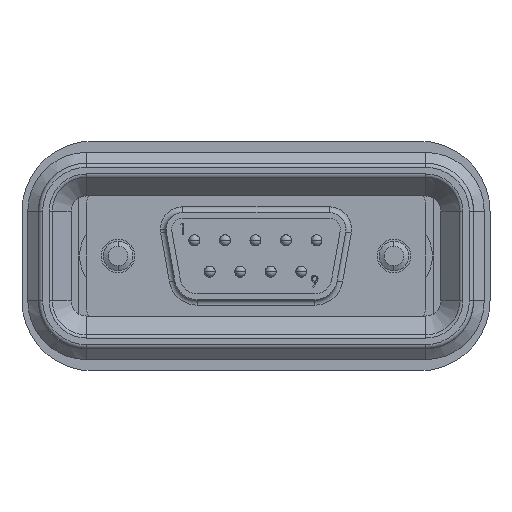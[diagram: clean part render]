
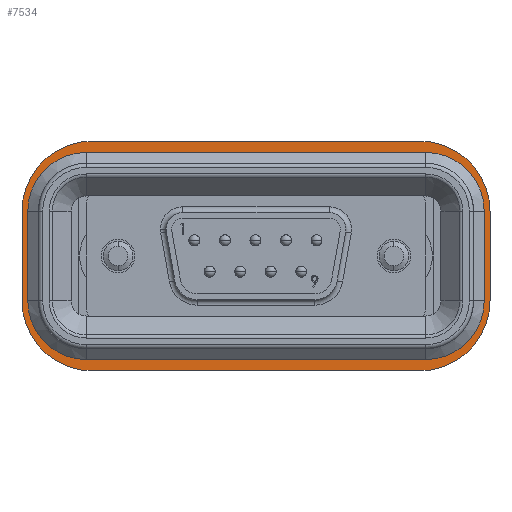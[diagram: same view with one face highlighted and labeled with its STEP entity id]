
A CAD part, front view. The second image highlights one B-rep face of the part: STEP entity #7534.
In plain terms, the highlighted planar face has unit normal (0, -1, 0).
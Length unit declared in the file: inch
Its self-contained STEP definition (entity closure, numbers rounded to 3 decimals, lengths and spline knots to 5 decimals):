
#7244 = EDGE_CURVE ( 'NONE', #7246, #7547, #23151, .T. ) ;
#7245 = EDGE_CURVE ( 'NONE', #7246, #7303, #23152, .T. ) ;
#7246 = VERTEX_POINT ( 'NONE', #23209 ) ;
#7257 = EDGE_CURVE ( 'NONE', #7286, #7301, #23189, .T. ) ;
#7264 = VERTEX_POINT ( 'NONE', #23245 ) ;
#7265 = ORIENTED_EDGE ( 'NONE', *, *, #7273, .F. ) ;
#7266 = EDGE_CURVE ( 'NONE', #7280, #7539, #23242, .T. ) ;
#7267 = EDGE_CURVE ( 'NONE', #7268, #7280, #23243, .T. ) ;
#7268 = VERTEX_POINT ( 'NONE', #23234 ) ;
#7269 = EDGE_CURVE ( 'NONE', #7272, #7268, #23233, .T. ) ;
#7270 = ORIENTED_EDGE ( 'NONE', *, *, #7266, .F. ) ;
#7271 = ORIENTED_EDGE ( 'NONE', *, *, #7269, .F. ) ;
#7272 = VERTEX_POINT ( 'NONE', #23228 ) ;
#7273 = EDGE_CURVE ( 'NONE', #7541, #7279, #23227, .T. ) ;
#7274 = EDGE_LOOP ( 'NONE', ( #7275, #7298, #7319, #7320, #7296, #7373, #7311, #7305 ) ) ;
#7275 = ORIENTED_EDGE ( 'NONE', *, *, #7549, .T. ) ;
#7276 = ORIENTED_EDGE ( 'NONE', *, *, #7277, .F. ) ;
#7277 = EDGE_CURVE ( 'NONE', #7279, #7272, #23221, .T. ) ;
#7278 = ORIENTED_EDGE ( 'NONE', *, *, #7267, .F. ) ;
#7279 = VERTEX_POINT ( 'NONE', #23217 ) ;
#7280 = VERTEX_POINT ( 'NONE', #23216 ) ;
#7286 = VERTEX_POINT ( 'NONE', #23277 ) ;
#7296 = ORIENTED_EDGE ( 'NONE', *, *, #7315, .F. ) ;
#7297 = VERTEX_POINT ( 'NONE', #23261 ) ;
#7298 = ORIENTED_EDGE ( 'NONE', *, *, #7374, .T. ) ;
#7301 = VERTEX_POINT ( 'NONE', #23253 ) ;
#7302 = EDGE_CURVE ( 'NONE', #7297, #7303, #23252, .T. ) ;
#7303 = VERTEX_POINT ( 'NONE', #23247 ) ;
#7305 = ORIENTED_EDGE ( 'NONE', *, *, #7244, .T. ) ;
#7306 = EDGE_CURVE ( 'NONE', #7301, #7264, #23304, .T. ) ;
#7311 = ORIENTED_EDGE ( 'NONE', *, *, #7245, .F. ) ;
#7315 = EDGE_CURVE ( 'NONE', #7297, #7264, #23289, .T. ) ;
#7319 = ORIENTED_EDGE ( 'NONE', *, *, #7257, .T. ) ;
#7320 = ORIENTED_EDGE ( 'NONE', *, *, #7306, .T. ) ;
#7373 = ORIENTED_EDGE ( 'NONE', *, *, #7302, .T. ) ;
#7374 = EDGE_CURVE ( 'NONE', #7548, #7286, #23388, .T. ) ;
#7534 = ADVANCED_FACE ( 'NONE', ( #23654, #23653 ), #23652, .F. ) ;
#7535 = ORIENTED_EDGE ( 'NONE', *, *, #7536, .F. ) ;
#7536 = EDGE_CURVE ( 'NONE', #7540, #7541, #23647, .T. ) ;
#7537 = ORIENTED_EDGE ( 'NONE', *, *, #7538, .F. ) ;
#7538 = EDGE_CURVE ( 'NONE', #7539, #7545, #23643, .T. ) ;
#7539 = VERTEX_POINT ( 'NONE', #23639 ) ;
#7540 = VERTEX_POINT ( 'NONE', #23638 ) ;
#7541 = VERTEX_POINT ( 'NONE', #23702 ) ;
#7542 = ORIENTED_EDGE ( 'NONE', *, *, #7544, .F. ) ;
#7544 = EDGE_CURVE ( 'NONE', #7545, #7540, #23696, .T. ) ;
#7545 = VERTEX_POINT ( 'NONE', #23691 ) ;
#7547 = VERTEX_POINT ( 'NONE', #23690 ) ;
#7548 = VERTEX_POINT ( 'NONE', #23689 ) ;
#7549 = EDGE_CURVE ( 'NONE', #7547, #7548, #23687, .T. ) ;
#7613 = EDGE_LOOP ( 'NONE', ( #7535, #7542, #7537, #7270, #7278, #7271, #7276, #7265 ) ) ;
#23147 = DIRECTION ( 'NONE',  ( 0., 0., 1. ) ) ;
#23148 = DIRECTION ( 'NONE',  ( 0., -1., 0. ) ) ;
#23149 = CARTESIAN_POINT ( 'NONE',  ( -0.585, 0., 0.16 ) ) ;
#23150 = AXIS2_PLACEMENT_3D ( 'NONE', #23149, #23148, #23147 ) ;
#23151 = CIRCLE ( 'NONE', #23150, 0.25 ) ;
#23152 = LINE ( 'NONE', #23212, #23211 ) ;
#23186 = DIRECTION ( 'NONE',  ( 1., 0., 0. ) ) ;
#23187 = VECTOR ( 'NONE', #23186, 39.37008 ) ;
#23188 = CARTESIAN_POINT ( 'NONE',  ( -0.835, 0., -0.41 ) ) ;
#23189 = LINE ( 'NONE', #23188, #23187 ) ;
#23209 = CARTESIAN_POINT ( 'NONE',  ( -0.585, 0., 0.41 ) ) ;
#23210 = DIRECTION ( 'NONE',  ( 1., 0., 0. ) ) ;
#23211 = VECTOR ( 'NONE', #23210, 39.37008 ) ;
#23212 = CARTESIAN_POINT ( 'NONE',  ( -0.835, 0., 0.41 ) ) ;
#23216 = CARTESIAN_POINT ( 'NONE',  ( 0.795, 0., 0.16 ) ) ;
#23217 = CARTESIAN_POINT ( 'NONE',  ( -0.585, 0., -0.37 ) ) ;
#23218 = DIRECTION ( 'NONE',  ( 1., 0., 0. ) ) ;
#23219 = VECTOR ( 'NONE', #23218, 39.37008 ) ;
#23220 = CARTESIAN_POINT ( 'NONE',  ( -0.585, 0., -0.37 ) ) ;
#23221 = LINE ( 'NONE', #23220, #23219 ) ;
#23223 = DIRECTION ( 'NONE',  ( 0., 0., -1. ) ) ;
#23224 = DIRECTION ( 'NONE',  ( 0., -1., 0. ) ) ;
#23225 = CARTESIAN_POINT ( 'NONE',  ( -0.585, 0., -0.16 ) ) ;
#23226 = AXIS2_PLACEMENT_3D ( 'NONE', #23225, #23224, #23223 ) ;
#23227 = CIRCLE ( 'NONE', #23226, 0.21 ) ;
#23228 = CARTESIAN_POINT ( 'NONE',  ( 0.585, 0., -0.37 ) ) ;
#23229 = DIRECTION ( 'NONE',  ( 0., 0., -1. ) ) ;
#23230 = DIRECTION ( 'NONE',  ( 0., -1., 0. ) ) ;
#23231 = CARTESIAN_POINT ( 'NONE',  ( 0.585, 0., -0.16 ) ) ;
#23232 = AXIS2_PLACEMENT_3D ( 'NONE', #23231, #23230, #23229 ) ;
#23233 = CIRCLE ( 'NONE', #23232, 0.21 ) ;
#23234 = CARTESIAN_POINT ( 'NONE',  ( 0.795, 0., -0.16 ) ) ;
#23235 = DIRECTION ( 'NONE',  ( 0., 0., 1. ) ) ;
#23236 = VECTOR ( 'NONE', #23235, 39.37008 ) ;
#23237 = CARTESIAN_POINT ( 'NONE',  ( 0.795, 0., -0.16 ) ) ;
#23238 = DIRECTION ( 'NONE',  ( 0., 0., -1. ) ) ;
#23239 = DIRECTION ( 'NONE',  ( 0., -1., 0. ) ) ;
#23240 = CARTESIAN_POINT ( 'NONE',  ( 0.585, 0., 0.16 ) ) ;
#23241 = AXIS2_PLACEMENT_3D ( 'NONE', #23240, #23239, #23238 ) ;
#23242 = CIRCLE ( 'NONE', #23241, 0.21 ) ;
#23243 = LINE ( 'NONE', #23237, #23236 ) ;
#23245 = CARTESIAN_POINT ( 'NONE',  ( 0.835, 0., -0.16 ) ) ;
#23247 = CARTESIAN_POINT ( 'NONE',  ( 0.585, 0., 0.41 ) ) ;
#23248 = DIRECTION ( 'NONE',  ( 0., 0., 1. ) ) ;
#23249 = DIRECTION ( 'NONE',  ( 0., -1., 0. ) ) ;
#23250 = CARTESIAN_POINT ( 'NONE',  ( 0.585, 0., 0.16 ) ) ;
#23251 = AXIS2_PLACEMENT_3D ( 'NONE', #23250, #23249, #23248 ) ;
#23252 = CIRCLE ( 'NONE', #23251, 0.25 ) ;
#23253 = CARTESIAN_POINT ( 'NONE',  ( 0.585, 0., -0.41 ) ) ;
#23261 = CARTESIAN_POINT ( 'NONE',  ( 0.835, 0., 0.16 ) ) ;
#23277 = CARTESIAN_POINT ( 'NONE',  ( -0.585, 0., -0.41 ) ) ;
#23286 = DIRECTION ( 'NONE',  ( 0., 0., -1. ) ) ;
#23287 = VECTOR ( 'NONE', #23286, 39.37008 ) ;
#23288 = CARTESIAN_POINT ( 'NONE',  ( 0.835, 0., 0.41 ) ) ;
#23289 = LINE ( 'NONE', #23288, #23287 ) ;
#23301 = DIRECTION ( 'NONE',  ( 0., 0., 1. ) ) ;
#23302 = DIRECTION ( 'NONE',  ( 0., -1., 0. ) ) ;
#23303 = AXIS2_PLACEMENT_3D ( 'NONE', #23309, #23302, #23301 ) ;
#23304 = CIRCLE ( 'NONE', #23303, 0.25 ) ;
#23309 = CARTESIAN_POINT ( 'NONE',  ( 0.585, 0., -0.16 ) ) ;
#23384 = DIRECTION ( 'NONE',  ( 0., 0., 1. ) ) ;
#23385 = DIRECTION ( 'NONE',  ( 0., -1., 0. ) ) ;
#23386 = CARTESIAN_POINT ( 'NONE',  ( -0.585, 0., -0.16 ) ) ;
#23387 = AXIS2_PLACEMENT_3D ( 'NONE', #23386, #23385, #23384 ) ;
#23388 = CIRCLE ( 'NONE', #23387, 0.25 ) ;
#23638 = CARTESIAN_POINT ( 'NONE',  ( -0.795, 0., 0.16 ) ) ;
#23639 = CARTESIAN_POINT ( 'NONE',  ( 0.585, 0., 0.37 ) ) ;
#23640 = DIRECTION ( 'NONE',  ( -1., 0., 0. ) ) ;
#23641 = VECTOR ( 'NONE', #23640, 39.37008 ) ;
#23642 = CARTESIAN_POINT ( 'NONE',  ( 0.585, 0., 0.37 ) ) ;
#23643 = LINE ( 'NONE', #23642, #23641 ) ;
#23644 = DIRECTION ( 'NONE',  ( 0., 0., -1. ) ) ;
#23645 = VECTOR ( 'NONE', #23644, 39.37008 ) ;
#23646 = CARTESIAN_POINT ( 'NONE',  ( -0.795, 0., 0.16 ) ) ;
#23647 = LINE ( 'NONE', #23646, #23645 ) ;
#23648 = DIRECTION ( 'NONE',  ( 0., 0., 1. ) ) ;
#23649 = DIRECTION ( 'NONE',  ( 0., 1., 0. ) ) ;
#23650 = CARTESIAN_POINT ( 'NONE',  ( -0.835, 0., 0.41 ) ) ;
#23651 = AXIS2_PLACEMENT_3D ( 'NONE', #23650, #23649, #23648 ) ;
#23652 = PLANE ( 'NONE',  #23651 ) ;
#23653 = FACE_OUTER_BOUND ( 'NONE', #7274, .T. ) ;
#23654 = FACE_BOUND ( 'NONE', #7613, .T. ) ;
#23684 = DIRECTION ( 'NONE',  ( 0., 0., -1. ) ) ;
#23685 = VECTOR ( 'NONE', #23684, 39.37008 ) ;
#23686 = CARTESIAN_POINT ( 'NONE',  ( -0.835, 0., 0.41 ) ) ;
#23687 = LINE ( 'NONE', #23686, #23685 ) ;
#23689 = CARTESIAN_POINT ( 'NONE',  ( -0.835, 0., -0.16 ) ) ;
#23690 = CARTESIAN_POINT ( 'NONE',  ( -0.835, 0., 0.16 ) ) ;
#23691 = CARTESIAN_POINT ( 'NONE',  ( -0.585, 0., 0.37 ) ) ;
#23692 = DIRECTION ( 'NONE',  ( 0., 0., -1. ) ) ;
#23693 = DIRECTION ( 'NONE',  ( 0., -1., 0. ) ) ;
#23694 = CARTESIAN_POINT ( 'NONE',  ( -0.585, 0., 0.16 ) ) ;
#23695 = AXIS2_PLACEMENT_3D ( 'NONE', #23694, #23693, #23692 ) ;
#23696 = CIRCLE ( 'NONE', #23695, 0.21 ) ;
#23702 = CARTESIAN_POINT ( 'NONE',  ( -0.795, 0., -0.16 ) ) ;
